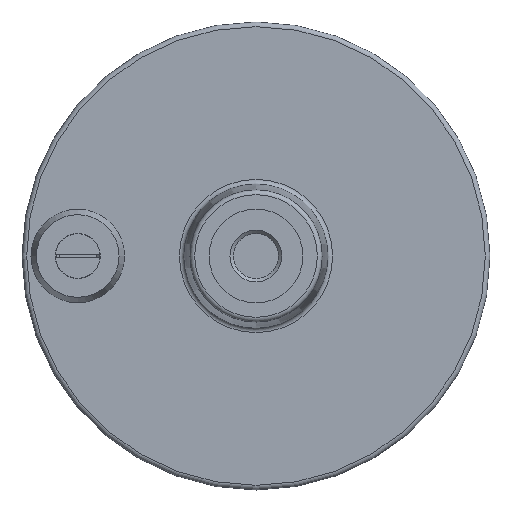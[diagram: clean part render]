
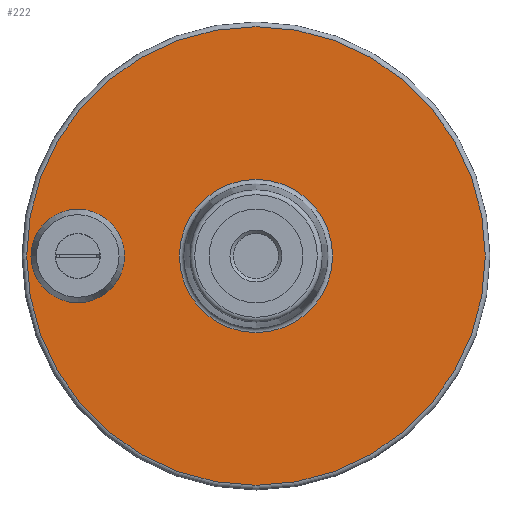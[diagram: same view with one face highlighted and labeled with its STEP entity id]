
A CAD part, front view. The second image highlights one B-rep face of the part: STEP entity #222.
In plain terms, the highlighted planar face has unit normal (0, -1, 0).
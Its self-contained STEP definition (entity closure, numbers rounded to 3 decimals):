
#222 = ADVANCED_FACE( '', ( #479, #480, #481 ), #482, .F. );
#479 = FACE_OUTER_BOUND( '', #737, .T. );
#480 = FACE_BOUND( '', #738, .T. );
#481 = FACE_BOUND( '', #739, .T. );
#482 = PLANE( '', #740 );
#737 = EDGE_LOOP( '', ( #1276 ) );
#738 = EDGE_LOOP( '', ( #1277 ) );
#739 = EDGE_LOOP( '', ( #1278 ) );
#740 = AXIS2_PLACEMENT_3D( '', #1279, #1280, #1281 );
#1276 = ORIENTED_EDGE( '', *, *, #1489, .F. );
#1277 = ORIENTED_EDGE( '', *, *, #1518, .F. );
#1278 = ORIENTED_EDGE( '', *, *, #1509, .T. );
#1279 = CARTESIAN_POINT( '', ( 27.091, -3.5, 0. ) );
#1280 = DIRECTION( '', ( 0., 1., 0. ) );
#1281 = DIRECTION( '', ( 0., 0., 1. ) );
#1489 = EDGE_CURVE( '', #1789, #1789, #1790, .T. );
#1509 = EDGE_CURVE( '', #1815, #1815, #1816, .T. );
#1518 = EDGE_CURVE( '', #1826, #1826, #1827, .F. );
#1789 = VERTEX_POINT( '', #2588 );
#1790 = CIRCLE( '', #2589, 61.104 );
#1815 = VERTEX_POINT( '', #2621 );
#1816 = CIRCLE( '', #2622, 20.409 );
#1826 = VERTEX_POINT( '', #2632 );
#1827 = CIRCLE( '', #2633, 12.456 );
#2588 = CARTESIAN_POINT( '', ( 47.5, -3.5, 61.104 ) );
#2589 = AXIS2_PLACEMENT_3D( '', #2865, #2866, #2867 );
#2621 = CARTESIAN_POINT( '', ( 47.5, -3.5, 20.409 ) );
#2622 = AXIS2_PLACEMENT_3D( '', #2881, #2882, #2883 );
#2632 = CARTESIAN_POINT( '', ( 0., -3.5, 12.456 ) );
#2633 = AXIS2_PLACEMENT_3D( '', #2887, #2888, #2889 );
#2865 = CARTESIAN_POINT( '', ( 47.5, -3.5, 0. ) );
#2866 = DIRECTION( '', ( 0., 1., 0. ) );
#2867 = DIRECTION( '', ( 0., 0., 1. ) );
#2881 = CARTESIAN_POINT( '', ( 47.5, -3.5, 0. ) );
#2882 = DIRECTION( '', ( 0., 1., 0. ) );
#2883 = DIRECTION( '', ( 0., 0., 1. ) );
#2887 = CARTESIAN_POINT( '', ( 0., -3.5, 0. ) );
#2888 = DIRECTION( '', ( 0., 1., 0. ) );
#2889 = DIRECTION( '', ( 0., 0., 1. ) );
